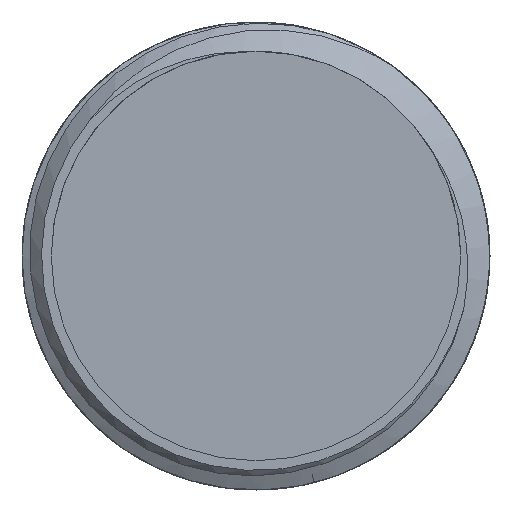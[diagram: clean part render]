
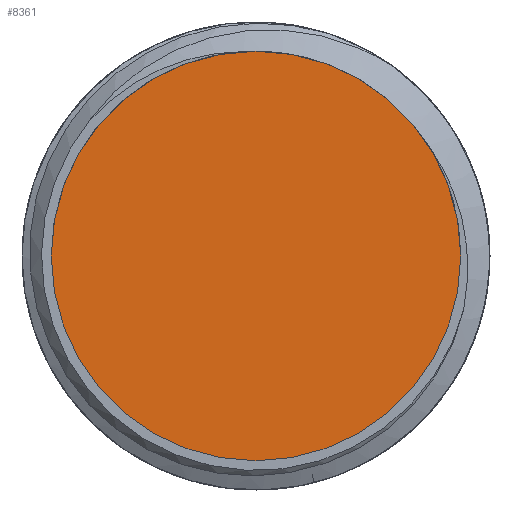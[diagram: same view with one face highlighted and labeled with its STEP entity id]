
A CAD part, front view. The second image highlights one B-rep face of the part: STEP entity #8361.
In plain terms, the highlighted planar face has unit normal (0, -1, 0).
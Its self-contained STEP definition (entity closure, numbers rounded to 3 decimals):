
#43=CARTESIAN_POINT('',(0.,-0.5,0.));
#44=DIRECTION('',(0.,-1.,0.));
#45=DIRECTION('',(1.,0.,0.));
#46=AXIS2_PLACEMENT_3D('',#43,#44,#45);
#48=CARTESIAN_POINT('',(0.,-0.5,0.));
#49=DIRECTION('',(0.,-1.,0.));
#50=DIRECTION('',(-1.,0.,0.));
#51=AXIS2_PLACEMENT_3D('',#48,#49,#50);
#8206=CARTESIAN_POINT('',(5.25,-0.5,0.));
#8207=CARTESIAN_POINT('',(-5.25,-0.5,0.));
#8208=VERTEX_POINT('',#8206);
#8209=VERTEX_POINT('',#8207);
#8352=CARTESIAN_POINT('',(0.,-0.5,0.));
#8353=DIRECTION('',(0.,-1.,0.));
#8354=DIRECTION('',(1.,0.,0.));
#8355=AXIS2_PLACEMENT_3D('',#8352,#8353,#8354);
#8356=PLANE('',#8355);
#8357=ORIENTED_EDGE('',*,*,#8329,.F.);
#8358=ORIENTED_EDGE('',*,*,#8346,.F.);
#8359=EDGE_LOOP('',(#8357,#8358));
#8360=FACE_OUTER_BOUND('',#8359,.F.);
#47=CIRCLE('',#46,5.25);
#52=CIRCLE('',#51,5.25);
#8329=EDGE_CURVE('',#8208,#8209,#47,.T.);
#8346=EDGE_CURVE('',#8209,#8208,#52,.T.);
#8361=ADVANCED_FACE('',(#8360),#8356,.T.);
